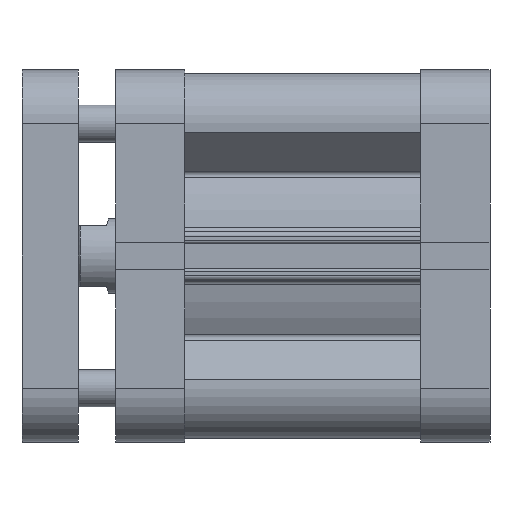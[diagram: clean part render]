
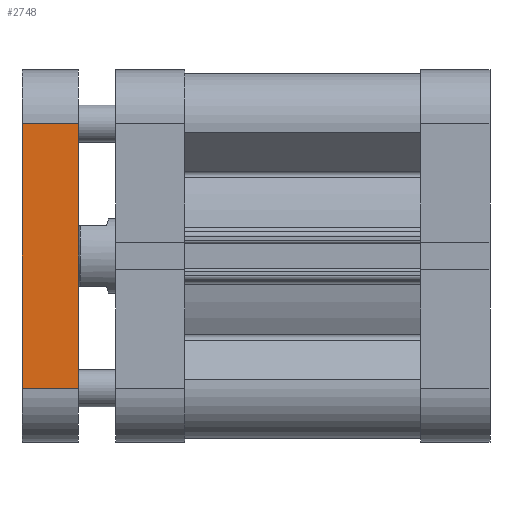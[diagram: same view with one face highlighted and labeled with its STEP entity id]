
A CAD part, front view. The second image highlights one B-rep face of the part: STEP entity #2748.
In plain terms, the highlighted planar face has unit normal (0, -1, 0).
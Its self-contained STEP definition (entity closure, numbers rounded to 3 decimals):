
#1038 = EDGE_LOOP ( 'NONE', ( #1904, #1903, #1902, #1901 ) ) ;
#1901 = ORIENTED_EDGE ( 'NONE', *, *, #9466, .T. ) ;
#1902 = ORIENTED_EDGE ( 'NONE', *, *, #9524, .T. ) ;
#1903 = ORIENTED_EDGE ( 'NONE', *, *, #9520, .T. ) ;
#1904 = ORIENTED_EDGE ( 'NONE', *, *, #9532, .T. ) ;
#2068 = VERTEX_POINT ( 'NONE', #5190 ) ;
#2070 = VERTEX_POINT ( 'NONE', #5192 ) ;
#2088 = VERTEX_POINT ( 'NONE', #5210 ) ;
#2089 = VERTEX_POINT ( 'NONE', #5211 ) ;
#2748 = ADVANCED_FACE ( 'NONE', ( #7188 ), #6482, .F. ) ;
#5190 = CARTESIAN_POINT ( 'NONE',  ( -27.821, -39.75, -28.25 ) ) ;
#5192 = CARTESIAN_POINT ( 'NONE',  ( -27.821, -39.75, 28.25 ) ) ;
#5210 = CARTESIAN_POINT ( 'NONE',  ( -15.821, -39.75, -28.25 ) ) ;
#5211 = CARTESIAN_POINT ( 'NONE',  ( -15.821, -39.75, 28.25 ) ) ;
#6482 = PLANE ( 'NONE',  #10393 ) ;
#6485 = CARTESIAN_POINT ( 'NONE',  ( 40.394, -39.75, 0. ) ) ;
#6491 = DIRECTION ( 'NONE',  ( 0., 1., 0. ) ) ;
#6492 = DIRECTION ( 'NONE',  ( 0., 0., 1. ) ) ;
#6928 = CARTESIAN_POINT ( 'NONE',  ( -15.821, -39.75, -28.25 ) ) ;
#6929 = DIRECTION ( 'NONE',  ( 1., 0., 0. ) ) ;
#7188 = FACE_OUTER_BOUND ( 'NONE', #1038, .T. ) ;
#7470 = LINE ( 'NONE', #6928, #7474 ) ;
#7474 = VECTOR ( 'NONE', #6929, 1000. ) ;
#7568 = LINE ( 'NONE', #8166, #7570 ) ;
#7570 = VECTOR ( 'NONE', #8167, 1000. ) ;
#7579 = LINE ( 'NONE', #8175, #7580 ) ;
#7580 = VECTOR ( 'NONE', #8176, 1000. ) ;
#7586 = LINE ( 'NONE', #8196, #7588 ) ;
#7588 = VECTOR ( 'NONE', #8197, 1000. ) ;
#8166 = CARTESIAN_POINT ( 'NONE',  ( 40.394, -39.75, 28.25 ) ) ;
#8167 = DIRECTION ( 'NONE',  ( -1., 0., 0. ) ) ;
#8175 = CARTESIAN_POINT ( 'NONE',  ( -27.821, -39.75, 0. ) ) ;
#8176 = DIRECTION ( 'NONE',  ( 0., 0., -1. ) ) ;
#8196 = CARTESIAN_POINT ( 'NONE',  ( -15.821, -39.75, 0. ) ) ;
#8197 = DIRECTION ( 'NONE',  ( 0., 0., 1. ) ) ;
#9466 = EDGE_CURVE ( 'NONE', #2068, #2088, #7470, .T. ) ;
#9520 = EDGE_CURVE ( 'NONE', #2089, #2070, #7568, .T. ) ;
#9524 = EDGE_CURVE ( 'NONE', #2070, #2068, #7579, .T. ) ;
#9532 = EDGE_CURVE ( 'NONE', #2088, #2089, #7586, .T. ) ;
#10393 = AXIS2_PLACEMENT_3D ( 'NONE', #6485, #6491, #6492 ) ;
